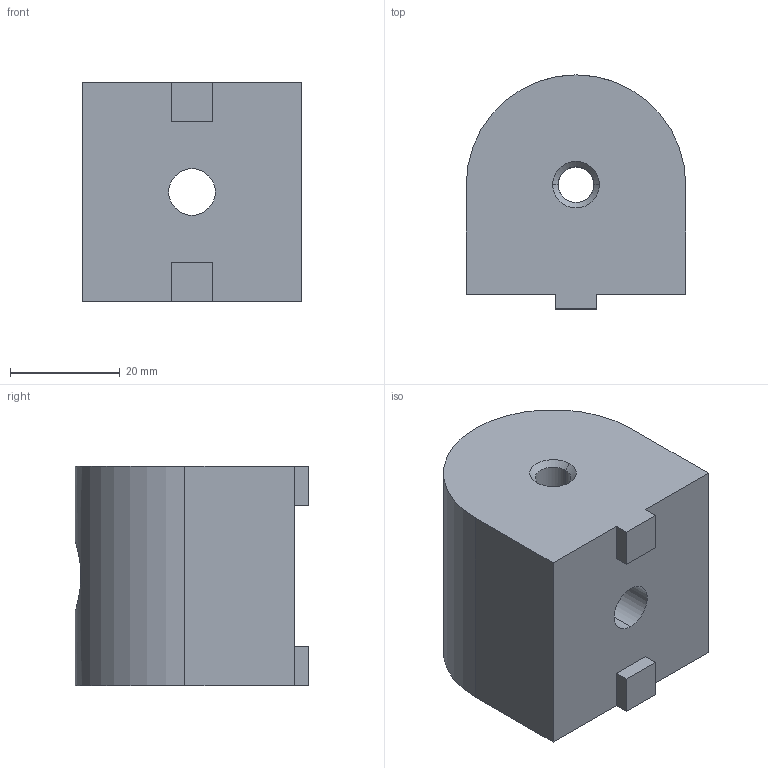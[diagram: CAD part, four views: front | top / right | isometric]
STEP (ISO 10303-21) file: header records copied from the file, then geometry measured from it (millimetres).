
FILE_DESCRIPTION (( 'STEP AP214' ), '1' );
FILE_NAME ('A465 Ïîâîðîòíûé êðîíøòåéí 10-B.STEP', '2022-06-17T13:35:34', ( 'Ñòàñ' ), ( '' ), 'SwSTEP 2.0', 'SolidWorks 2021', '' );
FILE_SCHEMA (( 'AUTOMOTIVE_DESIGN' ));
Length unit declared in the file: millimetre
Products named in the file (1): A465 Ïîâîðîòíûé êðîíøòåéí 10-B
Bounding box: 40 x 42.6 x 40 mm (x, y, z)
Volume: 53515.9 mm3; surface area: 10274.8 mm2
Topology: 1 solids, 1 shells, 27 faces, 74 edges, 48 vertices
Faces by surface type: plane 14, cylinder 9, cone 4
Entity records: 1136 total; most frequent: CARTESIAN_POINT 364, ORIENTED_EDGE 148, DIRECTION 136, EDGE_CURVE 74, VECTOR 48, LINE 48, VERTEX_POINT 48, AXIS2_PLACEMENT_3D 44
